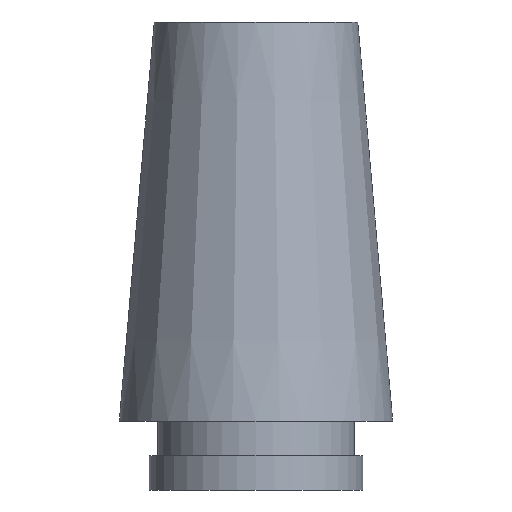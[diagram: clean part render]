
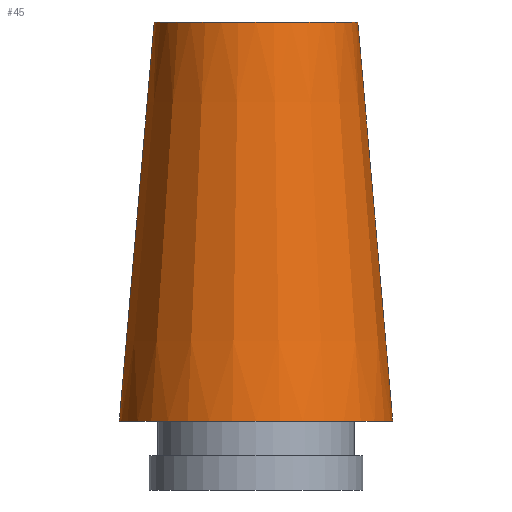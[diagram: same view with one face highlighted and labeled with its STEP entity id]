
A CAD part, front view. The second image highlights one B-rep face of the part: STEP entity #45.
In plain terms, the highlighted conical face has half-angle 5 degrees and reference radius 6.199 mm.
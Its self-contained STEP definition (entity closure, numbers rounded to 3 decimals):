
#34=CONICAL_SURFACE('',#137,6.199,5.);
#45=ADVANCED_FACE('',(#62,#63),#34,.T.);
#62=FACE_BOUND('',#78,.T.);
#63=FACE_BOUND('',#79,.T.);
#78=EDGE_LOOP('',(#94));
#79=EDGE_LOOP('',(#95));
#94=ORIENTED_EDGE('',*,*,#113,.F.);
#95=ORIENTED_EDGE('',*,*,#112,.T.);
#104=VERTEX_POINT('',#192);
#105=VERTEX_POINT('',#195);
#112=EDGE_CURVE('',#104,#104,#120,.T.);
#113=EDGE_CURVE('',#105,#105,#121,.T.);
#120=CIRCLE('',#134,6.199);
#121=CIRCLE('',#136,8.325);
#134=AXIS2_PLACEMENT_3D('',#191,#163,#164);
#136=AXIS2_PLACEMENT_3D('',#194,#167,#168);
#137=AXIS2_PLACEMENT_3D('',#196,#169,#170);
#163=DIRECTION('',(0.,0.,-1.));
#164=DIRECTION('',(-1.,0.,0.));
#167=DIRECTION('',(0.,0.,-1.));
#168=DIRECTION('',(-1.,0.,0.));
#169=DIRECTION('',(0.,0.,-1.));
#170=DIRECTION('',(-1.,0.,0.));
#191=CARTESIAN_POINT('',(0.,0.,23.443));
#192=CARTESIAN_POINT('',(-6.199,0.,23.443));
#194=CARTESIAN_POINT('',(0.,0.,-0.857));
#195=CARTESIAN_POINT('',(-8.325,0.,-0.857));
#196=CARTESIAN_POINT('',(0.,0.,23.443));
